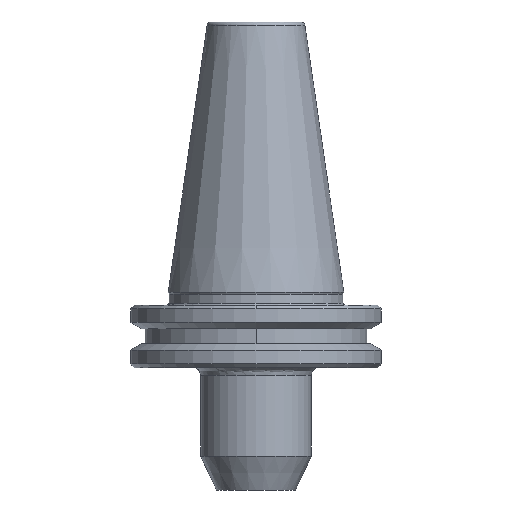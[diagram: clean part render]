
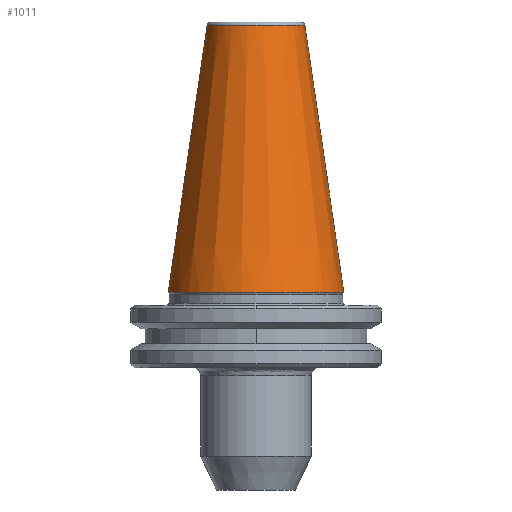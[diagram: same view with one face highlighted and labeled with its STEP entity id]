
A CAD part, front view. The second image highlights one B-rep face of the part: STEP entity #1011.
In plain terms, the highlighted conical face has half-angle 8.297 degrees and reference radius 22.225 mm.
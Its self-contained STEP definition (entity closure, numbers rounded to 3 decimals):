
#46 = FACE_OUTER_BOUND ( 'NONE', #734, .T. ) ;
#80 = EDGE_CURVE ( 'NONE', #810, #506, #253, .T. ) ;
#85 = VECTOR ( 'NONE', #1221, 1000. ) ;
#135 = CARTESIAN_POINT ( 'NONE',  ( -22.225, 0., 0. ) ) ;
#139 = ORIENTED_EDGE ( 'NONE', *, *, #1334, .F. ) ;
#215 = AXIS2_PLACEMENT_3D ( 'NONE', #1321, #1318, #1312 ) ;
#253 = CIRCLE ( 'NONE', #215, 22.225 ) ;
#281 = CARTESIAN_POINT ( 'NONE',  ( -12.375, 0., 67.544 ) ) ;
#287 = CARTESIAN_POINT ( 'NONE',  ( -22.225, 0., 0. ) ) ;
#371 = VECTOR ( 'NONE', #530, 1000. ) ;
#396 = AXIS2_PLACEMENT_3D ( 'NONE', #460, #1204, #580 ) ;
#460 = CARTESIAN_POINT ( 'NONE',  ( 0., 0., 67.544 ) ) ;
#466 = CIRCLE ( 'NONE', #396, 12.375 ) ;
#484 = LINE ( 'NONE', #916, #85 ) ;
#487 = LINE ( 'NONE', #135, #371 ) ;
#506 = VERTEX_POINT ( 'NONE', #1160 ) ;
#530 = DIRECTION ( 'NONE',  ( -0.144, 0., -0.99 ) ) ;
#580 = DIRECTION ( 'NONE',  ( -1., 0., 0. ) ) ;
#635 = CARTESIAN_POINT ( 'NONE',  ( 12.375, 0., 67.544 ) ) ;
#680 = ORIENTED_EDGE ( 'NONE', *, *, #945, .T. ) ;
#734 = EDGE_LOOP ( 'NONE', ( #139, #1199, #680, #1113 ) ) ;
#753 = AXIS2_PLACEMENT_3D ( 'NONE', #858, #768, #879 ) ;
#768 = DIRECTION ( 'NONE',  ( 0., 0., -1. ) ) ;
#771 = VERTEX_POINT ( 'NONE', #635 ) ;
#794 = VERTEX_POINT ( 'NONE', #281 ) ;
#810 = VERTEX_POINT ( 'NONE', #287 ) ;
#858 = CARTESIAN_POINT ( 'NONE',  ( 0., 0., 0. ) ) ;
#879 = DIRECTION ( 'NONE',  ( -1., 0., 0. ) ) ;
#916 = CARTESIAN_POINT ( 'NONE',  ( 22.225, 0., 0. ) ) ;
#945 = EDGE_CURVE ( 'NONE', #794, #810, #487, .T. ) ;
#1011 = ADVANCED_FACE ( 'NONE', ( #46 ), #1339, .T. ) ;
#1113 = ORIENTED_EDGE ( 'NONE', *, *, #80, .T. ) ;
#1148 = EDGE_CURVE ( 'NONE', #771, #794, #466, .T. ) ;
#1160 = CARTESIAN_POINT ( 'NONE',  ( 22.225, 0., 0. ) ) ;
#1199 = ORIENTED_EDGE ( 'NONE', *, *, #1148, .T. ) ;
#1204 = DIRECTION ( 'NONE',  ( 0., 0., -1. ) ) ;
#1221 = DIRECTION ( 'NONE',  ( 0.144, 0., -0.99 ) ) ;
#1312 = DIRECTION ( 'NONE',  ( -1., 0., 0. ) ) ;
#1318 = DIRECTION ( 'NONE',  ( 0., 0., 1. ) ) ;
#1321 = CARTESIAN_POINT ( 'NONE',  ( 0., 0., 0. ) ) ;
#1334 = EDGE_CURVE ( 'NONE', #771, #506, #484, .T. ) ;
#1339 = CONICAL_SURFACE ( 'NONE', #753, 22.225, 0.145 ) ;
